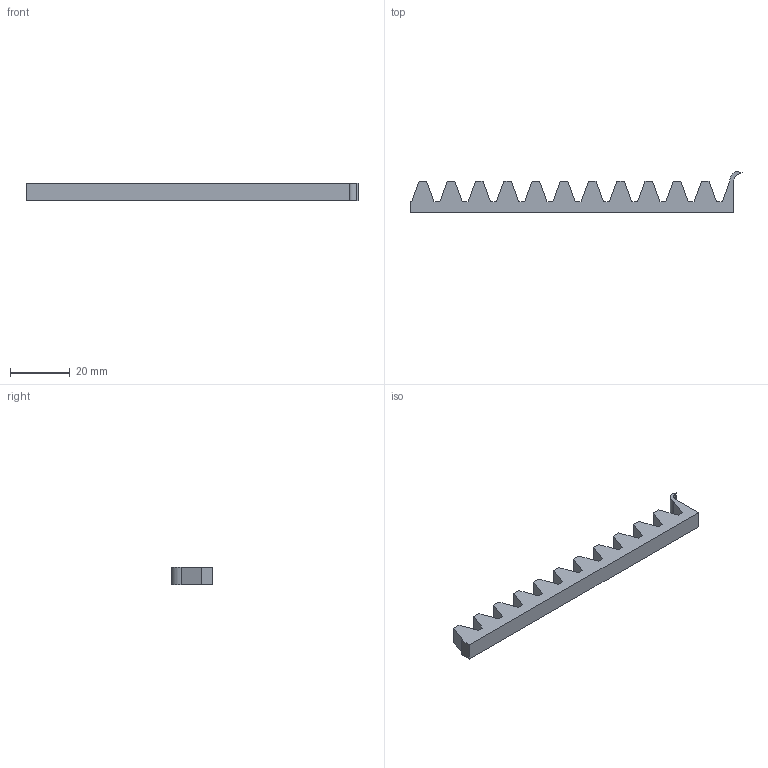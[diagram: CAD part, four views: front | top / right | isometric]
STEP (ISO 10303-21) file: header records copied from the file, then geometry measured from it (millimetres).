
FILE_DESCRIPTION(/* description */ (''),/* implementation_level */ '2;1');
FILE_NAME(/* name */ 'Candy Dispenser Rack Public v2.step',/* time_stamp */ '2020-10-31T16:11:39-07:00',/* author */ (''),/* organization */ (''),/* preprocessor_version */ 'ST-DEVELOPER v18.1',/* originating_system */ 'Autodesk Translation Framework v9.3.0.1241',/* authorisation */ '');
FILE_SCHEMA (('AUTOMOTIVE_DESIGN { 1 0 10303 214 3 1 1 }'));
Length unit declared in the file: millimetre
Products named in the file (2): Candy Dispenser Rack Public; Healical Rack (120.0mm R@0.00 m=3.0)
Assembly tree (1 placements, depth 2):
  Candy Dispenser Rack Public
    Healical Rack (120.0mm R@0.00 m=3.0)
Bounding box: 110.78 x 13.94 x 5.8 mm (x, y, z)
Volume: 4626.6 mm3; surface area: 3615.3 mm2
Topology: 1 solids, 1 shells, 56 faces, 162 edges, 108 vertices
Faces by surface type: plane 54, cylinder 2
Entity records: 1863 total; most frequent: CARTESIAN_POINT 329, ORIENTED_EDGE 324, DIRECTION 284, EDGE_CURVE 162, LINE 158, VECTOR 158, VERTEX_POINT 108, AXIS2_PLACEMENT_3D 63
